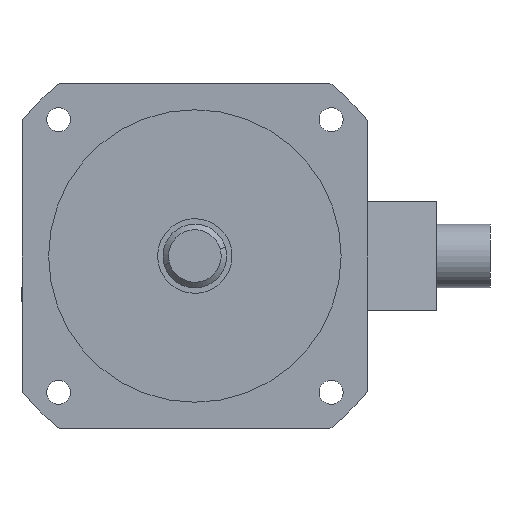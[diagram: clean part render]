
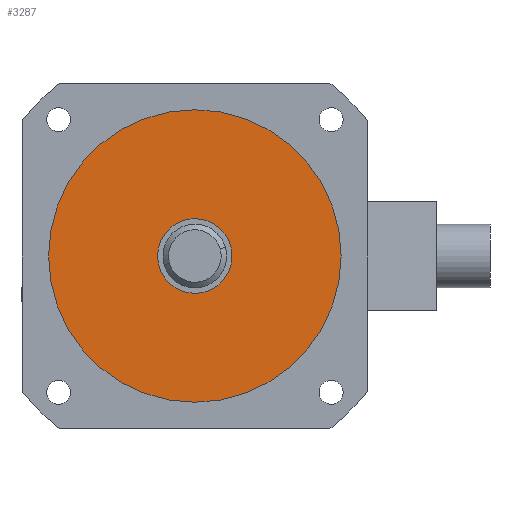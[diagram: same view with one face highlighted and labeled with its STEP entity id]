
A CAD part, left-side view. The second image highlights one B-rep face of the part: STEP entity #3287.
In plain terms, the highlighted planar face has unit normal (-1, 0, 0).
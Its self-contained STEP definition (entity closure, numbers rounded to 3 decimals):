
#205 = VERTEX_POINT ( 'NONE', #1093 ) ;
#285 = EDGE_LOOP ( 'NONE', ( #3956, #4030 ) ) ;
#498 = CARTESIAN_POINT ( 'NONE',  ( -3., 12., 0. ) ) ;
#585 = EDGE_LOOP ( 'NONE', ( #4104, #964 ) ) ;
#848 = VERTEX_POINT ( 'NONE', #1782 ) ;
#964 = ORIENTED_EDGE ( 'NONE', *, *, #1249, .T. ) ;
#1093 = CARTESIAN_POINT ( 'NONE',  ( -3., 55., 0. ) ) ;
#1095 = CIRCLE ( 'NONE', #1096, 55. ) ;
#1096 = AXIS2_PLACEMENT_3D ( 'NONE', #1097, #1098, #1099 ) ;
#1097 = CARTESIAN_POINT ( 'NONE',  ( -3., 0., 0. ) ) ;
#1098 = DIRECTION ( 'NONE',  ( -1., 0., 0. ) ) ;
#1099 = DIRECTION ( 'NONE',  ( 0., -1., 0. ) ) ;
#1249 = EDGE_CURVE ( 'NONE', #205, #848, #2100, .T. ) ;
#1782 = CARTESIAN_POINT ( 'NONE',  ( -3., -55., 0. ) ) ;
#1977 = CIRCLE ( 'NONE', #1978, 12. ) ;
#1978 = AXIS2_PLACEMENT_3D ( 'NONE', #1979, #1980, #1981 ) ;
#1979 = CARTESIAN_POINT ( 'NONE',  ( -3., 0., 0. ) ) ;
#1980 = DIRECTION ( 'NONE',  ( -1., 0., 0. ) ) ;
#1981 = DIRECTION ( 'NONE',  ( 0., -1., 0. ) ) ;
#2100 = CIRCLE ( 'NONE', #2101, 55. ) ;
#2101 = AXIS2_PLACEMENT_3D ( 'NONE', #2102, #2103, #2104 ) ;
#2102 = CARTESIAN_POINT ( 'NONE',  ( -3., 0., 0. ) ) ;
#2103 = DIRECTION ( 'NONE',  ( -1., 0., 0. ) ) ;
#2104 = DIRECTION ( 'NONE',  ( 0., -1., 0. ) ) ;
#3086 = CIRCLE ( 'NONE', #3087, 12. ) ;
#3087 = AXIS2_PLACEMENT_3D ( 'NONE', #3088, #3089, #3090 ) ;
#3088 = CARTESIAN_POINT ( 'NONE',  ( -3., 0., 0. ) ) ;
#3089 = DIRECTION ( 'NONE',  ( -1., 0., 0. ) ) ;
#3090 = DIRECTION ( 'NONE',  ( 0., -1., 0. ) ) ;
#3117 = EDGE_CURVE ( 'NONE', #3451, #4353, #3086, .T. ) ;
#3145 = FACE_BOUND ( 'NONE', #285, .T. ) ;
#3146 = FACE_OUTER_BOUND ( 'NONE', #585, .T. ) ;
#3147 = PLANE ( 'NONE',  #3148 ) ;
#3148 = AXIS2_PLACEMENT_3D ( 'NONE', #3149, #3150, #3151 ) ;
#3149 = CARTESIAN_POINT ( 'NONE',  ( -3., 12., 0. ) ) ;
#3150 = DIRECTION ( 'NONE',  ( 1., 0., 0. ) ) ;
#3151 = DIRECTION ( 'NONE',  ( 0., 1., 0. ) ) ;
#3255 = CARTESIAN_POINT ( 'NONE',  ( -3., -12., 0. ) ) ;
#3287 = ADVANCED_FACE ( 'NONE', ( #3145, #3146 ), #3147, .F. ) ;
#3451 = VERTEX_POINT ( 'NONE', #3255 ) ;
#3956 = ORIENTED_EDGE ( 'NONE', *, *, #3117, .F. ) ;
#4030 = ORIENTED_EDGE ( 'NONE', *, *, #5184, .F. ) ;
#4104 = ORIENTED_EDGE ( 'NONE', *, *, #5069, .T. ) ;
#4353 = VERTEX_POINT ( 'NONE', #498 ) ;
#5069 = EDGE_CURVE ( 'NONE', #848, #205, #1095, .T. ) ;
#5184 = EDGE_CURVE ( 'NONE', #4353, #3451, #1977, .T. ) ;
